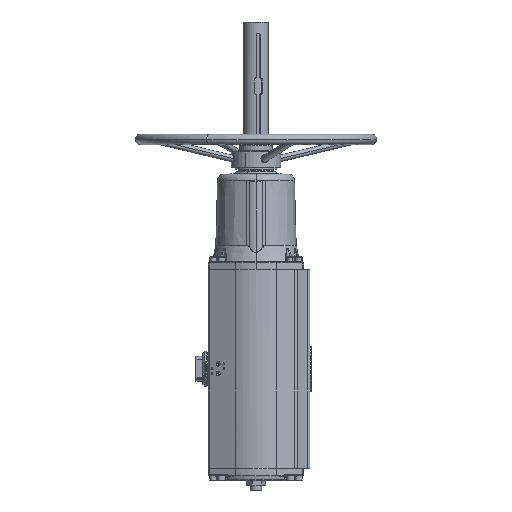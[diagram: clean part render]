
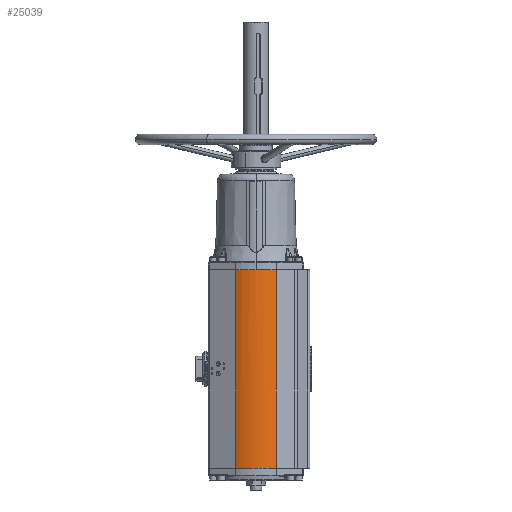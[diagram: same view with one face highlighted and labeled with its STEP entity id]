
A CAD part, left-side view. The second image highlights one B-rep face of the part: STEP entity #25039.
In plain terms, the highlighted cylindrical face has radius 110 mm (diameter 220 mm), a partial arc.
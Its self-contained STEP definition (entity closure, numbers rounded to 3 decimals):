
#369 = CARTESIAN_POINT ( 'NONE',  ( 0., 0., 0. ) ) ;
#4139 = DIRECTION ( 'NONE',  ( 0., 0., 1. ) ) ;
#4920 = CARTESIAN_POINT ( 'NONE',  ( -98.282, -49.404, -481. ) ) ;
#5177 = LINE ( 'NONE', #53040, #37775 ) ;
#5269 = VERTEX_POINT ( 'NONE', #5824 ) ;
#5824 = CARTESIAN_POINT ( 'NONE',  ( -98.282, -49.404, -481. ) ) ;
#5970 = CARTESIAN_POINT ( 'NONE',  ( -98.337, 49.292, -481. ) ) ;
#6301 = VERTEX_POINT ( 'NONE', #7295 ) ;
#6972 = LINE ( 'NONE', #4920, #18389 ) ;
#7295 = CARTESIAN_POINT ( 'NONE',  ( -98.282, -49.404, 0. ) ) ;
#8895 = EDGE_CURVE ( 'Defeatured_0_95+Defeatured_0_87+Defeatured_0_91+Defeatured_0_94', #51287, #5269, #62478, .T. ) ;
#10891 = EDGE_CURVE ( 'Defeatured_0_409+Defeatured_0_95+Defeatured_0_89+Defeatured_0_88', #12064, #6301, #15263, .T. ) ;
#11008 = ORIENTED_EDGE ( 'NONE', *, *, #8895, .T. ) ;
#11323 = EDGE_CURVE ( 'Defeatured_0_409+Defeatured_0_95+Defeatured_0_89+Defeatured_0_88', #48914, #12064, #53395, .T. ) ;
#11580 = EDGE_CURVE ( 'Defeatured_0_91+Defeatured_0_95+Defeatured_0_87+Defeatured_0_89', #51287, #48914, #5177, .T. ) ;
#12064 = VERTEX_POINT ( 'NONE', #29335 ) ;
#13955 = DIRECTION ( 'NONE',  ( 1., 0., 0. ) ) ;
#15263 = CIRCLE ( 'NONE', #45108, 110. ) ;
#17001 = CARTESIAN_POINT ( 'NONE',  ( 0., 0., -481. ) ) ;
#18389 = VECTOR ( 'NONE', #51769, 1000. ) ;
#19036 = ORIENTED_EDGE ( 'NONE', *, *, #19642, .T. ) ;
#19642 = EDGE_CURVE ( 'Defeatured_0_95+Defeatured_0_94+Defeatured_0_87+Defeatured_0_409', #5269, #6301, #6972, .T. ) ;
#19751 = CARTESIAN_POINT ( 'NONE',  ( 0., 0., 0. ) ) ;
#22272 = CARTESIAN_POINT ( 'NONE',  ( -98.337, 49.292, 0. ) ) ;
#25039 = ADVANCED_FACE ( 'Defeatured_0_95', ( #28467 ), #54481, .T. ) ;
#25213 = DIRECTION ( 'NONE',  ( 0., 0., 1. ) ) ;
#25350 = DIRECTION ( 'NONE',  ( 1., 0., 0. ) ) ;
#28079 = DIRECTION ( 'NONE',  ( 1., 0., 0. ) ) ;
#28467 = FACE_OUTER_BOUND ( 'NONE', #52023, .T. ) ;
#29335 = CARTESIAN_POINT ( 'NONE',  ( -110., 0., 0. ) ) ;
#30289 = AXIS2_PLACEMENT_3D ( 'NONE', #369, #42021, #13955 ) ;
#30550 = DIRECTION ( 'NONE',  ( 0., 0., 1. ) ) ;
#33570 = DIRECTION ( 'NONE',  ( 1., 0., 0. ) ) ;
#36664 = CARTESIAN_POINT ( 'NONE',  ( 0., 0., -481. ) ) ;
#37700 = ORIENTED_EDGE ( 'NONE', *, *, #11323, .F. ) ;
#37775 = VECTOR ( 'NONE', #4139, 1000. ) ;
#37919 = AXIS2_PLACEMENT_3D ( 'NONE', #17001, #30550, #25350 ) ;
#42021 = DIRECTION ( 'NONE',  ( 0., 0., 1. ) ) ;
#45108 = AXIS2_PLACEMENT_3D ( 'NONE', #19751, #56157, #28079 ) ;
#48243 = ORIENTED_EDGE ( 'NONE', *, *, #10891, .F. ) ;
#48914 = VERTEX_POINT ( 'NONE', #22272 ) ;
#50129 = ORIENTED_EDGE ( 'NONE', *, *, #11580, .F. ) ;
#51287 = VERTEX_POINT ( 'NONE', #5970 ) ;
#51769 = DIRECTION ( 'NONE',  ( 0., 0., 1. ) ) ;
#52023 = EDGE_LOOP ( 'NONE', ( #37700, #50129, #11008, #19036, #48243 ) ) ;
#53040 = CARTESIAN_POINT ( 'NONE',  ( -98.337, 49.292, -481. ) ) ;
#53395 = CIRCLE ( 'NONE', #30289, 110. ) ;
#54481 = CYLINDRICAL_SURFACE ( 'NONE', #37919, 110. ) ;
#54972 = AXIS2_PLACEMENT_3D ( 'NONE', #36664, #25213, #33570 ) ;
#56157 = DIRECTION ( 'NONE',  ( 0., 0., 1. ) ) ;
#62478 = CIRCLE ( 'NONE', #54972, 110. ) ;
